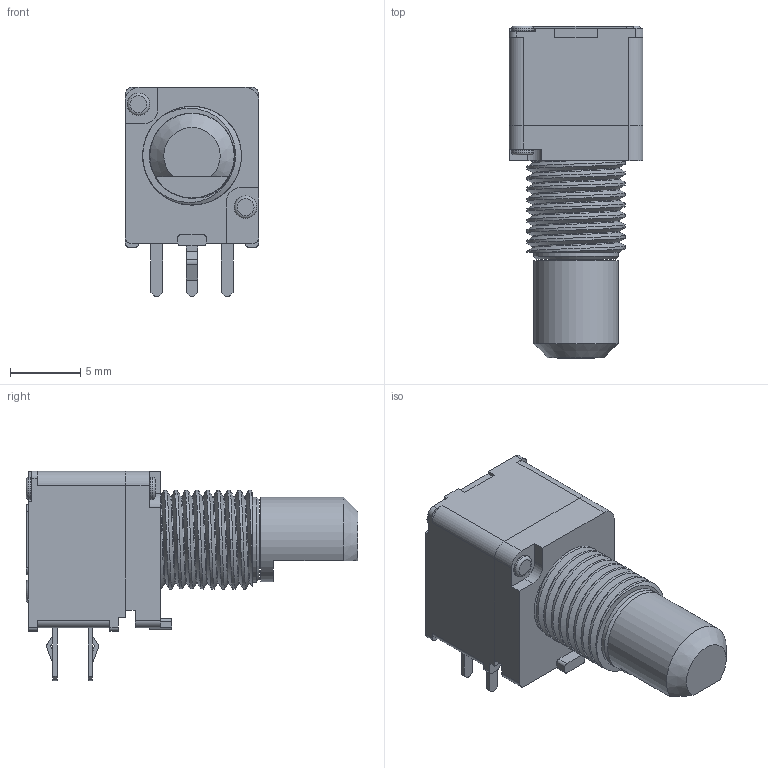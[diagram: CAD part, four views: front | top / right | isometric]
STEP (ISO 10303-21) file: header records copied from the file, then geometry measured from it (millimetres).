
FILE_DESCRIPTION(/* description */ (''),/* implementation_level */ '2;1');
FILE_NAME(/* name */ 'RK09712_0-L20-short.step',/* time_stamp */ '2023-09-22T09:57:22-06:00',/* author */ (''),/* organization */ (''),/* preprocessor_version */ 'ST-DEVELOPER v20',/* originating_system */ 'Autodesk Translation Framework v12.9.0.99',/* authorisation */ '');
FILE_SCHEMA (('AUTOMOTIVE_DESIGN { 1 0 10303 214 3 1 1 }'));
Length unit declared in the file: millimetre
Products named in the file (1): (Unsaved)
Bounding box: 9.5 x 23.55 x 14.85 mm (x, y, z)
Volume: 1373.1 mm3; surface area: 1067.7 mm2
Topology: 1 solids, 1 shells, 192 faces, 509 edges, 335 vertices
Faces by surface type: plane 117, cylinder 60, torus 8, bspline 5, cone 2
Full cylindrical faces by diameter (mm): 1.6 x4, 3.49 x1, 3.881 x1, 6 x1, 6.04 x1, 7 x8
Entity records: 10952 total; most frequent: CARTESIAN_POINT 5852, ORIENTED_EDGE 1018, DIRECTION 979, EDGE_CURVE 509, LINE 351, VECTOR 351, VERTEX_POINT 335, AXIS2_PLACEMENT_3D 314
